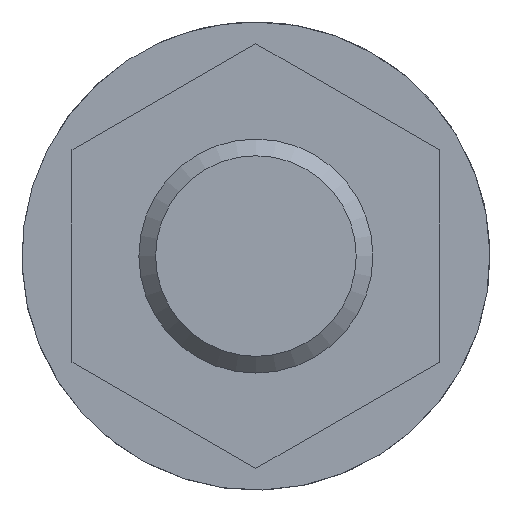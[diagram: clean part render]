
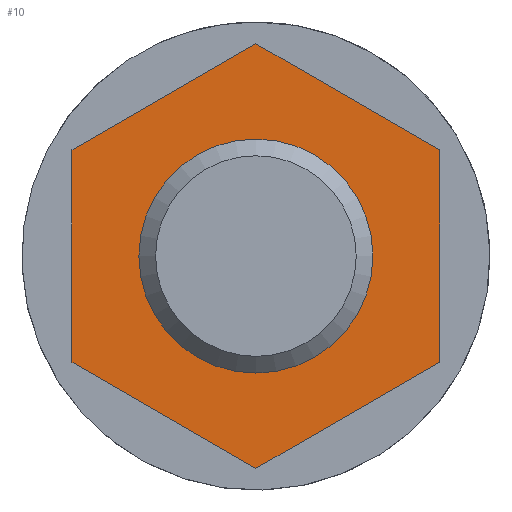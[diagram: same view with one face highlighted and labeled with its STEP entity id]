
A CAD part, front view. The second image highlights one B-rep face of the part: STEP entity #10.
In plain terms, the highlighted planar face has unit normal (0, -1, 0).
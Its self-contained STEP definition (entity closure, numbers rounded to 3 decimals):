
#2 = EDGE_CURVE ( 'NONE', #570, #474, #440, .T. ) ;
#10 = ADVANCED_FACE ( 'NONE', ( #431, #57 ), #695, .T. ) ;
#14 = LINE ( 'NONE', #640, #144 ) ;
#46 = CARTESIAN_POINT ( 'NONE',  ( 5.5, 1.5, 9.526 ) ) ;
#50 = EDGE_LOOP ( 'NONE', ( #715, #359, #743, #452, #739, #294 ) ) ;
#57 = FACE_OUTER_BOUND ( 'NONE', #50, .T. ) ;
#61 = CARTESIAN_POINT ( 'NONE',  ( 5.5, 1.5, -9.526 ) ) ;
#73 = EDGE_CURVE ( 'NONE', #142, #396, #111, .T. ) ;
#78 = VECTOR ( 'NONE', #537, 1000. ) ;
#94 = CIRCLE ( 'NONE', #567, 7. ) ;
#111 = LINE ( 'NONE', #61, #778 ) ;
#122 = CARTESIAN_POINT ( 'NONE',  ( 6.062, 1.5, 3.5 ) ) ;
#129 = DIRECTION ( 'NONE',  ( 0., -1., 0. ) ) ;
#141 = EDGE_CURVE ( 'NONE', #396, #570, #14, .T. ) ;
#142 = VERTEX_POINT ( 'NONE', #471 ) ;
#144 = VECTOR ( 'NONE', #265, 1000. ) ;
#145 = LINE ( 'NONE', #663, #697 ) ;
#149 = CARTESIAN_POINT ( 'NONE',  ( 11., 1.5, -6.351 ) ) ;
#187 = VERTEX_POINT ( 'NONE', #258 ) ;
#208 = LINE ( 'NONE', #595, #687 ) ;
#215 = DIRECTION ( 'NONE',  ( 0.866, 0., 0.5 ) ) ;
#239 = DIRECTION ( 'NONE',  ( -0.866, 0., 0.5 ) ) ;
#258 = CARTESIAN_POINT ( 'NONE',  ( -11., 1.5, -6.351 ) ) ;
#265 = DIRECTION ( 'NONE',  ( 0., 0., 1. ) ) ;
#286 = CARTESIAN_POINT ( 'NONE',  ( 0., 1.5, 12.702 ) ) ;
#294 = ORIENTED_EDGE ( 'NONE', *, *, #141, .T. ) ;
#310 = EDGE_CURVE ( 'NONE', #582, #582, #94, .T. ) ;
#336 = VECTOR ( 'NONE', #239, 1000. ) ;
#359 = ORIENTED_EDGE ( 'NONE', *, *, #541, .T. ) ;
#367 = DIRECTION ( 'NONE',  ( 0.866, 0., 0.5 ) ) ;
#381 = DIRECTION ( 'NONE',  ( 0.866, 0., 0.5 ) ) ;
#387 = EDGE_CURVE ( 'NONE', #800, #187, #208, .T. ) ;
#396 = VERTEX_POINT ( 'NONE', #149 ) ;
#405 = DIRECTION ( 'NONE',  ( 0., -1., 0. ) ) ;
#409 = CARTESIAN_POINT ( 'NONE',  ( 0., 1.5, 0. ) ) ;
#418 = CARTESIAN_POINT ( 'NONE',  ( 11., 1.5, 6.351 ) ) ;
#419 = ORIENTED_EDGE ( 'NONE', *, *, #310, .F. ) ;
#431 = FACE_BOUND ( 'NONE', #633, .T. ) ;
#440 = LINE ( 'NONE', #46, #336 ) ;
#452 = ORIENTED_EDGE ( 'NONE', *, *, #534, .T. ) ;
#471 = CARTESIAN_POINT ( 'NONE',  ( 0., 1.5, -12.702 ) ) ;
#474 = VERTEX_POINT ( 'NONE', #286 ) ;
#482 = DIRECTION ( 'NONE',  ( 0., 0., -1. ) ) ;
#493 = CARTESIAN_POINT ( 'NONE',  ( -11., 1.5, 6.351 ) ) ;
#513 = CARTESIAN_POINT ( 'NONE',  ( 0., 1.5, 0. ) ) ;
#534 = EDGE_CURVE ( 'NONE', #187, #142, #733, .T. ) ;
#537 = DIRECTION ( 'NONE',  ( 0.866, 0., -0.5 ) ) ;
#541 = EDGE_CURVE ( 'NONE', #474, #800, #145, .T. ) ;
#567 = AXIS2_PLACEMENT_3D ( 'NONE', #409, #405, #215 ) ;
#570 = VERTEX_POINT ( 'NONE', #418 ) ;
#580 = AXIS2_PLACEMENT_3D ( 'NONE', #513, #129, #381 ) ;
#582 = VERTEX_POINT ( 'NONE', #122 ) ;
#595 = CARTESIAN_POINT ( 'NONE',  ( -11., 1.5, 0. ) ) ;
#633 = EDGE_LOOP ( 'NONE', ( #419 ) ) ;
#640 = CARTESIAN_POINT ( 'NONE',  ( 11., 1.5, 0. ) ) ;
#663 = CARTESIAN_POINT ( 'NONE',  ( -5.5, 1.5, 9.526 ) ) ;
#673 = DIRECTION ( 'NONE',  ( -0.866, 0., -0.5 ) ) ;
#687 = VECTOR ( 'NONE', #482, 1000. ) ;
#695 = PLANE ( 'NONE',  #580 ) ;
#697 = VECTOR ( 'NONE', #673, 1000. ) ;
#715 = ORIENTED_EDGE ( 'NONE', *, *, #2, .T. ) ;
#733 = LINE ( 'NONE', #788, #78 ) ;
#739 = ORIENTED_EDGE ( 'NONE', *, *, #73, .T. ) ;
#743 = ORIENTED_EDGE ( 'NONE', *, *, #387, .T. ) ;
#778 = VECTOR ( 'NONE', #367, 1000. ) ;
#788 = CARTESIAN_POINT ( 'NONE',  ( -5.5, 1.5, -9.526 ) ) ;
#800 = VERTEX_POINT ( 'NONE', #493 ) ;
